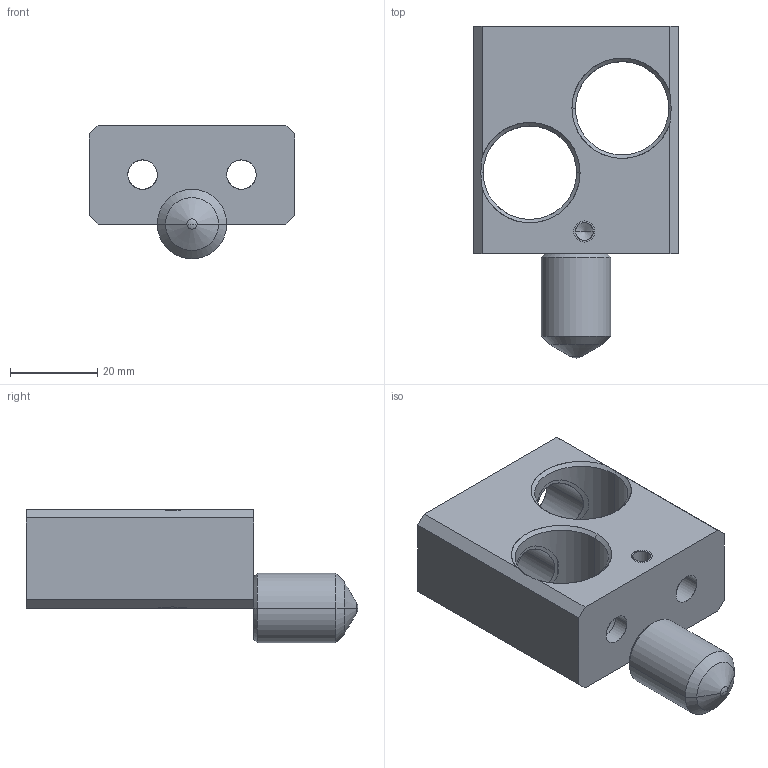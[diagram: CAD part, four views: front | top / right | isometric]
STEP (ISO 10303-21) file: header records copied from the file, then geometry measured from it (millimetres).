
FILE_DESCRIPTION((''),'2;1');
FILE_NAME('CDS021523_ASM','2019-05-07T09:31:10',('mguelmi'),('Rockwell Automation'),'CREO PARAMETRIC BY PTC INC, 2017380','CREO PARAMETRIC BY PTC INC, 2017380','');
FILE_SCHEMA(('CONFIG_CONTROL_DESIGN'));
Length unit declared in the file: inch
Products named in the file (1): CDS021523_ASM
Bounding box: 46.99 x 75.87 x 30.54 mm (x, y, z)
Surface area: 15726.2 mm2 (no closed solid volume)
Topology: 0 solids, 69 shells, 69 faces, 347 edges, 341 vertices
Faces by surface type: cylinder 26, plane 23, cone 18, sphere 2
Entity records: 4323 total; most frequent: CARTESIAN_POINT 1720, DIRECTION 485, VERTEX_POINT 341, ORIENTED_EDGE 341, EDGE_CURVE 341, VECTOR 183, LINE 183, AXIS2_PLACEMENT_3D 151
